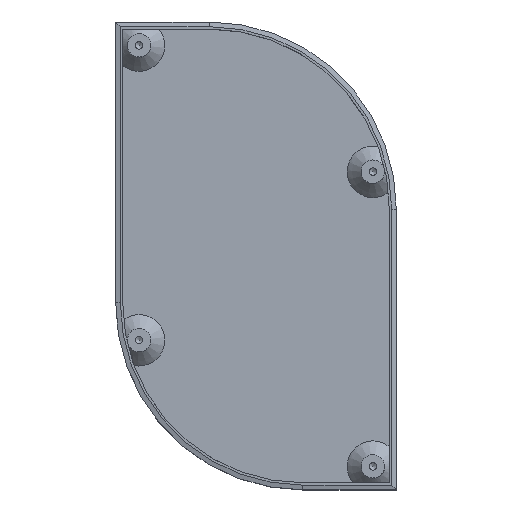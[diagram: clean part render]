
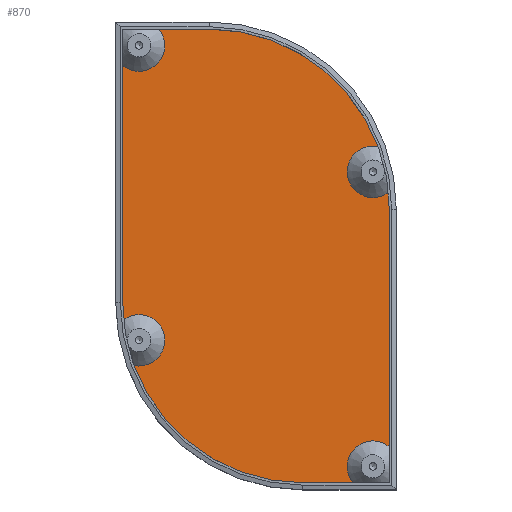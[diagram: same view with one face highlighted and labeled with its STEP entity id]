
A CAD part, top view. The second image highlights one B-rep face of the part: STEP entity #870.
In plain terms, the highlighted planar face has unit normal (0, 0, 1).
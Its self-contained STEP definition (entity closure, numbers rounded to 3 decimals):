
#20=LINE('',#1372,#62);
#24=LINE('',#1382,#66);
#25=LINE('',#1390,#67);
#26=LINE('',#1394,#68);
#62=VECTOR('',#1096,10.);
#66=VECTOR('',#1104,10.);
#67=VECTOR('',#1111,10.);
#68=VECTOR('',#1114,10.);
#105=PLANE('',#958);
#237=FACE_OUTER_BOUND('',#300,.T.);
#300=EDGE_LOOP('',(#656,#657,#658,#659,#660,#661,#662,#663,#664,#665,#666,
#667));
#397=CIRCLE('',#955,11.);
#399=CIRCLE('',#959,77.);
#400=CIRCLE('',#960,11.);
#401=CIRCLE('',#961,77.);
#402=CIRCLE('',#962,11.);
#403=CIRCLE('',#963,77.);
#404=CIRCLE('',#964,11.);
#405=CIRCLE('',#965,77.);
#455=VERTEX_POINT('',#1360);
#457=VERTEX_POINT('',#1365);
#458=VERTEX_POINT('',#1371);
#462=VERTEX_POINT('',#1381);
#463=VERTEX_POINT('',#1383);
#464=VERTEX_POINT('',#1385);
#465=VERTEX_POINT('',#1387);
#466=VERTEX_POINT('',#1389);
#467=VERTEX_POINT('',#1391);
#468=VERTEX_POINT('',#1393);
#469=VERTEX_POINT('',#1395);
#470=VERTEX_POINT('',#1397);
#536=EDGE_CURVE('',#455,#457,#397,.T.);
#538=EDGE_CURVE('',#457,#458,#20,.T.);
#543=EDGE_CURVE('',#462,#455,#24,.T.);
#544=EDGE_CURVE('',#463,#462,#399,.T.);
#545=EDGE_CURVE('',#464,#463,#400,.T.);
#546=EDGE_CURVE('',#465,#464,#401,.T.);
#547=EDGE_CURVE('',#466,#465,#25,.T.);
#548=EDGE_CURVE('',#467,#466,#402,.T.);
#549=EDGE_CURVE('',#468,#467,#26,.T.);
#550=EDGE_CURVE('',#469,#468,#403,.F.);
#551=EDGE_CURVE('',#470,#469,#404,.T.);
#552=EDGE_CURVE('',#458,#470,#405,.F.);
#656=ORIENTED_EDGE('',*,*,#536,.F.);
#657=ORIENTED_EDGE('',*,*,#543,.F.);
#658=ORIENTED_EDGE('',*,*,#544,.F.);
#659=ORIENTED_EDGE('',*,*,#545,.F.);
#660=ORIENTED_EDGE('',*,*,#546,.F.);
#661=ORIENTED_EDGE('',*,*,#547,.F.);
#662=ORIENTED_EDGE('',*,*,#548,.F.);
#663=ORIENTED_EDGE('',*,*,#549,.F.);
#664=ORIENTED_EDGE('',*,*,#550,.F.);
#665=ORIENTED_EDGE('',*,*,#551,.F.);
#666=ORIENTED_EDGE('',*,*,#552,.F.);
#667=ORIENTED_EDGE('',*,*,#538,.F.);
#870=ADVANCED_FACE('',(#237),#105,.F.);
#955=AXIS2_PLACEMENT_3D('',#1366,#1092,#1093);
#958=AXIS2_PLACEMENT_3D('',#1380,#1102,#1103);
#959=AXIS2_PLACEMENT_3D('',#1384,#1105,#1106);
#960=AXIS2_PLACEMENT_3D('',#1386,#1107,#1108);
#961=AXIS2_PLACEMENT_3D('',#1388,#1109,#1110);
#962=AXIS2_PLACEMENT_3D('',#1392,#1112,#1113);
#963=AXIS2_PLACEMENT_3D('',#1396,#1115,#1116);
#964=AXIS2_PLACEMENT_3D('',#1398,#1117,#1118);
#965=AXIS2_PLACEMENT_3D('',#1399,#1119,#1120);
#1092=DIRECTION('center_axis',(0.,0.,1.));
#1093=DIRECTION('ref_axis',(-1.,0.,0.));
#1096=DIRECTION('',(-1.,0.,0.));
#1102=DIRECTION('center_axis',(0.,0.,-1.));
#1103=DIRECTION('ref_axis',(-1.,0.,0.));
#1104=DIRECTION('',(0.,-1.,0.));
#1105=DIRECTION('center_axis',(0.,0.,-1.));
#1106=DIRECTION('ref_axis',(-1.,0.,0.));
#1107=DIRECTION('center_axis',(0.,0.,1.));
#1108=DIRECTION('ref_axis',(-1.,0.,0.));
#1109=DIRECTION('center_axis',(0.,0.,-1.));
#1110=DIRECTION('ref_axis',(-1.,0.,0.));
#1111=DIRECTION('',(1.,0.,0.));
#1112=DIRECTION('center_axis',(0.,0.,1.));
#1113=DIRECTION('ref_axis',(-1.,0.,0.));
#1114=DIRECTION('',(0.,1.,0.));
#1115=DIRECTION('center_axis',(0.,0.,1.));
#1116=DIRECTION('ref_axis',(1.,0.,0.));
#1117=DIRECTION('center_axis',(0.,0.,1.));
#1118=DIRECTION('ref_axis',(-1.,0.,0.));
#1119=DIRECTION('center_axis',(0.,0.,1.));
#1120=DIRECTION('ref_axis',(1.,0.,0.));
#1360=CARTESIAN_POINT('',(57.,-81.515,-47.));
#1365=CARTESIAN_POINT('',(41.515,-97.,-47.));
#1366=CARTESIAN_POINT('Origin',(50.,-90.,-47.));
#1371=CARTESIAN_POINT('',(20.,-97.,-47.));
#1372=CARTESIAN_POINT('',(30.,-97.,-47.));
#1380=CARTESIAN_POINT('Origin',(0.,0.,-47.));
#1381=CARTESIAN_POINT('',(57.,20.,-47.));
#1382=CARTESIAN_POINT('',(57.,50.,-47.));
#1383=CARTESIAN_POINT('',(56.658,27.244,-47.));
#1384=CARTESIAN_POINT('Origin',(-20.,20.,-47.));
#1385=CARTESIAN_POINT('',(52.193,46.779,-47.));
#1386=CARTESIAN_POINT('Origin',(50.,36.,-47.));
#1387=CARTESIAN_POINT('',(-20.,97.,-47.));
#1388=CARTESIAN_POINT('Origin',(-20.,20.,-47.));
#1389=CARTESIAN_POINT('',(-41.515,97.,-47.));
#1390=CARTESIAN_POINT('',(-30.,97.,-47.));
#1391=CARTESIAN_POINT('',(-57.,81.515,-47.));
#1392=CARTESIAN_POINT('Origin',(-50.,90.,-47.));
#1393=CARTESIAN_POINT('',(-57.,-20.,-47.));
#1394=CARTESIAN_POINT('',(-57.,-50.,-47.));
#1395=CARTESIAN_POINT('',(-56.658,-27.244,-47.));
#1396=CARTESIAN_POINT('Origin',(20.,-20.,-47.));
#1397=CARTESIAN_POINT('',(-52.193,-46.779,-47.));
#1398=CARTESIAN_POINT('Origin',(-50.,-36.,-47.));
#1399=CARTESIAN_POINT('Origin',(20.,-20.,-47.));
